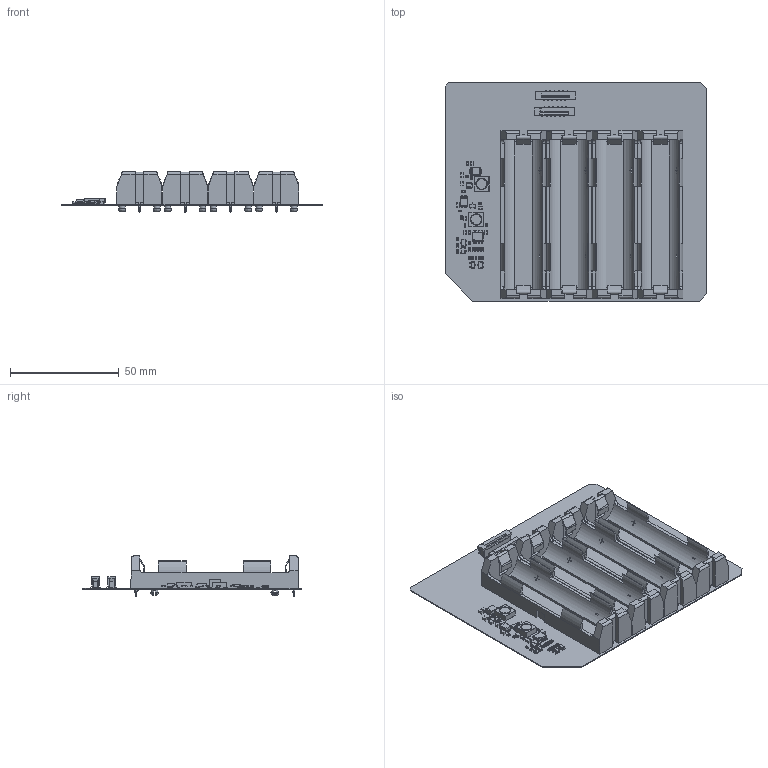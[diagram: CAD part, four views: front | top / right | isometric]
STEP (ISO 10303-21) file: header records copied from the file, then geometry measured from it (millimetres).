
FILE_DESCRIPTION(('Open CASCADE Model'),'2;1');
FILE_NAME('Open CASCADE Shape Model','2025-01-17T22:00:28',('Author'),( 'Open CASCADE'),'Open CASCADE STEP processor 6.8','Open CASCADE 6.8' ,'Unknown');
FILE_SCHEMA(('AUTOMOTIVE_DESIGN { 1 0 10303 214 1 1 1 1 }'));
Length unit declared in the file: millimetre
Products named in the file (69): PCB; Board; Open CASCADE STEP translator 6.8 5.1.1; L1; Bourns_SRR6028; C4; 0805_cap; R25; 0603_resistor; R24; R23; R22; R21; R20; R19; R18; R17; R16; R15; Q6; sot-23-3; Q5; L2; IC4; 6387768016; Body; PinsArrayLR; ThermalPad; C13; C12; C11; C10; C9; J2; SFW12S-2STE1LF; J1; R14; R13; R12; R11 ...
Assembly tree (107 placements, depth 4):
  PCB
    Board
      Open CASCADE STEP translator 6.8 5.1.1
    L1
      Bourns_SRR6028
    C4
      0805_cap
    R25
      0603_resistor
    R24
      0603_resistor
    R23
      0603_resistor
    R22
      0603_resistor
    R21
      0603_resistor
    R20
      0603_resistor
    R19
      0603_resistor
    R18
      0603_resistor
    R17
      0603_resistor
    R16
      0603_resistor
    R15
      0603_resistor
    Q6
      sot-23-3
    Q5
      sot-23-3
    L2
      Bourns_SRR6028
    IC4
      6387768016
        Body
        PinsArrayLR
        ThermalPad
    C13
      0805_cap
    C12
      0805_cap
    C11
      0805_cap
    C10
      0805_cap
    C9
      0805_cap
    J2
      SFW12S-2STE1LF
    J1
      SFW12S-2STE1LF
    R14
      0603_resistor
    R13
      0603_resistor
    R12
      0603_resistor
Bounding box: 120.14 x 100.33 x 18.41 mm (x, y, z)
Volume: 28027.7 mm3; surface area: 50952.9 mm2
Topology: 89 solids, 89 shells, 5757 faces, 16240 edges, 10764 vertices
Faces by surface type: plane 4089, cylinder 854, bspline 552, sphere 248, torus 8, cone 6
Full cylindrical faces by diameter (mm): 0.2 x1, 0.487 x1, 1.32 x8, 1.575 x4, 2.39 x4, 2.921 x8, 3.55 x8
Entity records: 61942 total; most frequent: CARTESIAN_POINT 18172, ORIENTED_EDGE 8716, DIRECTION 7834, EDGE_CURVE 4358, LINE 3418, VECTOR 3418, VERTEX_POINT 2837, AXIS2_PLACEMENT_3D 2208
